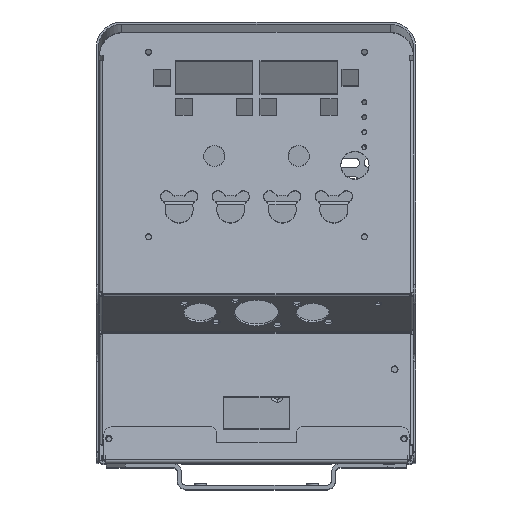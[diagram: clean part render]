
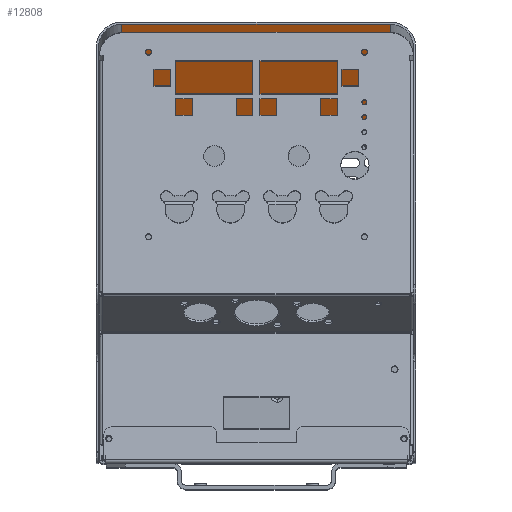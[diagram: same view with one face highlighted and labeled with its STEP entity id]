
A CAD part, top view. The second image highlights one B-rep face of the part: STEP entity #12808.
In plain terms, the highlighted planar face has unit normal (0, -0.988, 0.153).
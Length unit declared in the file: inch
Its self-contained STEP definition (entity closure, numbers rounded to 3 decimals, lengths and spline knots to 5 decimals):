
#301 = VERTEX_POINT ( 'NONE', #3839 ) ;
#2516 = EDGE_CURVE ( 'NONE', #17940, #301, #29700, .T. ) ;
#3839 = CARTESIAN_POINT ( 'NONE',  ( -3.58829, 11.71066, 8.79435 ) ) ;
#4546 = DIRECTION ( 'NONE',  ( 0., -0.153, -0.988 ) ) ;
#5360 = CARTESIAN_POINT ( 'NONE',  ( -3.58829, 9.08205, -8.1358 ) ) ;
#7285 = LINE ( 'NONE', #23034, #24867 ) ;
#9192 = DIRECTION ( 'NONE',  ( 0., 0.153, 0.988 ) ) ;
#9224 = VERTEX_POINT ( 'NONE', #14157 ) ;
#9482 = FACE_OUTER_BOUND ( 'NONE', #23712, .T. ) ;
#10239 = VERTEX_POINT ( 'NONE', #5360 ) ;
#11017 = CARTESIAN_POINT ( 'NONE',  ( 15.5176, 11.71066, 8.79435 ) ) ;
#11333 = VECTOR ( 'NONE', #13308, 39.37008 ) ;
#11520 = DIRECTION ( 'NONE',  ( 0., 0.153, 0.988 ) ) ;
#12433 = AXIS2_PLACEMENT_3D ( 'NONE', #13732, #20547, #4546 ) ;
#12808 = ADVANCED_FACE ( 'NONE', ( #9482 ), #25170, .F. ) ;
#13090 = ORIENTED_EDGE ( 'NONE', *, *, #27129, .F. ) ;
#13308 = DIRECTION ( 'NONE',  ( -1., 0., 0. ) ) ;
#13604 = EDGE_CURVE ( 'NONE', #10239, #301, #26697, .T. ) ;
#13732 = CARTESIAN_POINT ( 'NONE',  ( 15.5176, 8.86725, -9.51923 ) ) ;
#13844 = EDGE_CURVE ( 'NONE', #9224, #17940, #7285, .T. ) ;
#14157 = CARTESIAN_POINT ( 'NONE',  ( 3.5625, 9.08205, -8.1358 ) ) ;
#14488 = VECTOR ( 'NONE', #11520, 39.37008 ) ;
#14839 = ORIENTED_EDGE ( 'NONE', *, *, #13844, .T. ) ;
#15828 = CARTESIAN_POINT ( 'NONE',  ( 15.5176, 9.08205, -8.1358 ) ) ;
#17769 = ORIENTED_EDGE ( 'NONE', *, *, #13604, .F. ) ;
#17940 = VERTEX_POINT ( 'NONE', #24798 ) ;
#20547 = DIRECTION ( 'NONE',  ( 0., 0.988, -0.153 ) ) ;
#23034 = CARTESIAN_POINT ( 'NONE',  ( 3.5625, 8.86725, -9.51923 ) ) ;
#23712 = EDGE_LOOP ( 'NONE', ( #13090, #14839, #23718, #17769 ) ) ;
#23718 = ORIENTED_EDGE ( 'NONE', *, *, #2516, .T. ) ;
#24798 = CARTESIAN_POINT ( 'NONE',  ( 3.5625, 11.71066, 8.79435 ) ) ;
#24867 = VECTOR ( 'NONE', #9192, 39.37008 ) ;
#24956 = DIRECTION ( 'NONE',  ( -1., 0., 0. ) ) ;
#25170 = PLANE ( 'NONE',  #12433 ) ;
#26697 = LINE ( 'NONE', #27623, #14488 ) ;
#27129 = EDGE_CURVE ( 'NONE', #9224, #10239, #27965, .T. ) ;
#27623 = CARTESIAN_POINT ( 'NONE',  ( -3.58829, 8.86725, -9.51923 ) ) ;
#27965 = LINE ( 'NONE', #15828, #28686 ) ;
#28686 = VECTOR ( 'NONE', #24956, 39.37008 ) ;
#29700 = LINE ( 'NONE', #11017, #11333 ) ;
